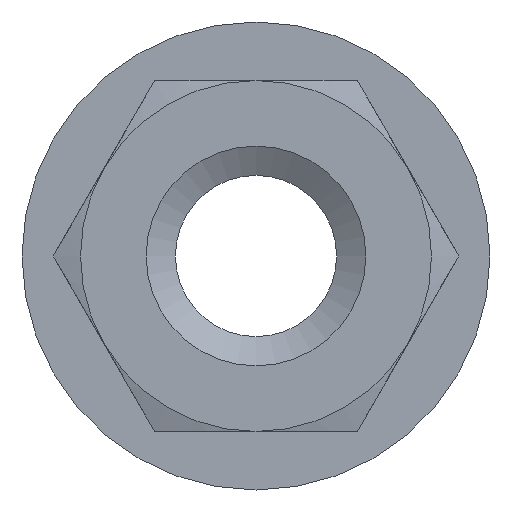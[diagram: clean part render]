
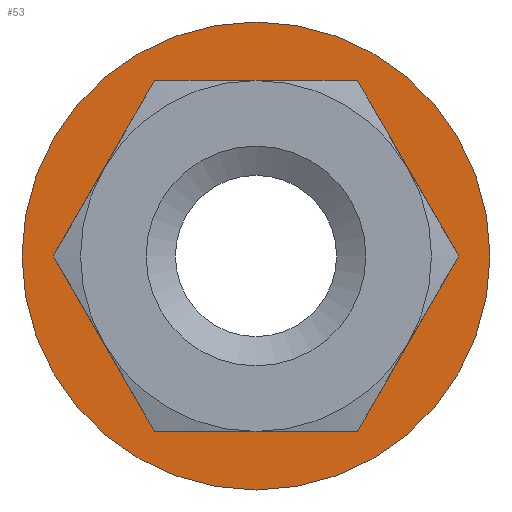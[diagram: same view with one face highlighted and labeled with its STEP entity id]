
A CAD part, left-side view. The second image highlights one B-rep face of the part: STEP entity #53.
In plain terms, the highlighted planar face has unit normal (-1, 0, 0).
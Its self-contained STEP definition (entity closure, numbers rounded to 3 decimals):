
#53 = ADVANCED_FACE( '', ( #116, #117 ), #118, .F. );
#116 = FACE_OUTER_BOUND( '', #187, .T. );
#117 = FACE_BOUND( '', #188, .T. );
#118 = PLANE( '', #189 );
#187 = EDGE_LOOP( '', ( #271 ) );
#188 = EDGE_LOOP( '', ( #272, #273, #274, #275, #276, #277 ) );
#189 = AXIS2_PLACEMENT_3D( '', #278, #279, #280 );
#271 = ORIENTED_EDGE( '', *, *, #401, .T. );
#272 = ORIENTED_EDGE( '', *, *, #402, .T. );
#273 = ORIENTED_EDGE( '', *, *, #403, .T. );
#274 = ORIENTED_EDGE( '', *, *, #404, .T. );
#275 = ORIENTED_EDGE( '', *, *, #405, .T. );
#276 = ORIENTED_EDGE( '', *, *, #406, .T. );
#277 = ORIENTED_EDGE( '', *, *, #407, .T. );
#278 = CARTESIAN_POINT( '', ( -1.99, 0., 0. ) );
#279 = DIRECTION( '', ( 1., 0., 0. ) );
#280 = DIRECTION( '', ( 0., 0., -1. ) );
#401 = EDGE_CURVE( '', #468, #468, #469, .F. );
#402 = EDGE_CURVE( '', #470, #471, #472, .T. );
#403 = EDGE_CURVE( '', #471, #473, #474, .T. );
#404 = EDGE_CURVE( '', #473, #475, #476, .T. );
#405 = EDGE_CURVE( '', #475, #477, #478, .T. );
#406 = EDGE_CURVE( '', #477, #479, #480, .T. );
#407 = EDGE_CURVE( '', #479, #470, #481, .T. );
#468 = VERTEX_POINT( '', #561 );
#469 = CIRCLE( '', #562, 6. );
#470 = VERTEX_POINT( '', #563 );
#471 = VERTEX_POINT( '', #564 );
#472 = LINE( '', #565, #566 );
#473 = VERTEX_POINT( '', #567 );
#474 = LINE( '', #568, #569 );
#475 = VERTEX_POINT( '', #570 );
#476 = LINE( '', #571, #572 );
#477 = VERTEX_POINT( '', #573 );
#478 = LINE( '', #574, #575 );
#479 = VERTEX_POINT( '', #576 );
#480 = LINE( '', #577, #578 );
#481 = LINE( '', #579, #580 );
#561 = CARTESIAN_POINT( '', ( -1.99, 0., -6. ) );
#562 = AXIS2_PLACEMENT_3D( '', #676, #677, #678 );
#563 = CARTESIAN_POINT( '', ( -1.99, 2.598, 4.5 ) );
#564 = CARTESIAN_POINT( '', ( -1.99, -2.598, 4.5 ) );
#565 = CARTESIAN_POINT( '', ( -1.99, 2.598, 4.5 ) );
#566 = VECTOR( '', #679, 1000. );
#567 = CARTESIAN_POINT( '', ( -1.99, -5.196, 0. ) );
#568 = CARTESIAN_POINT( '', ( -1.99, -2.598, 4.5 ) );
#569 = VECTOR( '', #680, 1000. );
#570 = CARTESIAN_POINT( '', ( -1.99, -2.598, -4.5 ) );
#571 = CARTESIAN_POINT( '', ( -1.99, -5.196, 0. ) );
#572 = VECTOR( '', #681, 1000. );
#573 = CARTESIAN_POINT( '', ( -1.99, 2.598, -4.5 ) );
#574 = CARTESIAN_POINT( '', ( -1.99, -2.598, -4.5 ) );
#575 = VECTOR( '', #682, 1000. );
#576 = CARTESIAN_POINT( '', ( -1.99, 5.196, 0. ) );
#577 = CARTESIAN_POINT( '', ( -1.99, 2.598, -4.5 ) );
#578 = VECTOR( '', #683, 1000. );
#579 = CARTESIAN_POINT( '', ( -1.99, 5.196, 0. ) );
#580 = VECTOR( '', #684, 1000. );
#676 = CARTESIAN_POINT( '', ( -1.99, 0., 0. ) );
#677 = DIRECTION( '', ( 1., 0., 0. ) );
#678 = DIRECTION( '', ( 0., 0., -1. ) );
#679 = DIRECTION( '', ( 0., -1., 0. ) );
#680 = DIRECTION( '', ( 0., -0.5, -0.866 ) );
#681 = DIRECTION( '', ( 0., 0.5, -0.866 ) );
#682 = DIRECTION( '', ( 0., 1., 0. ) );
#683 = DIRECTION( '', ( 0., 0.5, 0.866 ) );
#684 = DIRECTION( '', ( 0., -0.5, 0.866 ) );
